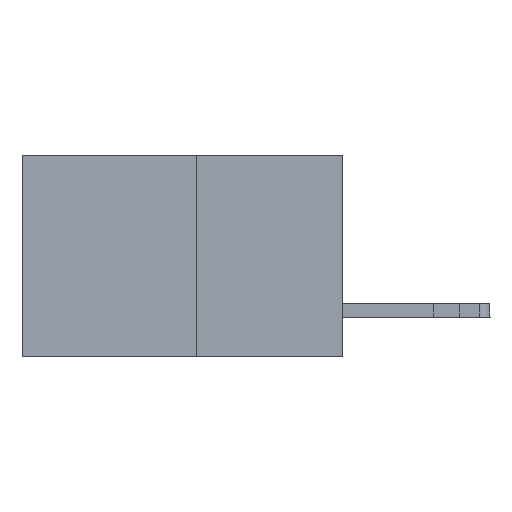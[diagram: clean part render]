
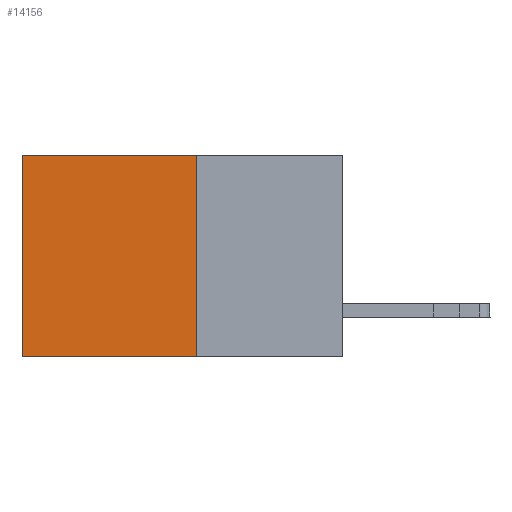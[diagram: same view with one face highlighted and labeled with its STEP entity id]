
A CAD part, left-side view. The second image highlights one B-rep face of the part: STEP entity #14156.
In plain terms, the highlighted planar face has unit normal (-1, 0, 0).
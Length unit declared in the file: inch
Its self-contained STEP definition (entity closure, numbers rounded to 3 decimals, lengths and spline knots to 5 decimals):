
#507 = EDGE_CURVE ( 'NONE', #17076, #12770, #3281, .T. ) ;
#605 = LINE ( 'NONE', #19990, #3611 ) ;
#667 = LINE ( 'NONE', #2614, #4362 ) ;
#947 = CARTESIAN_POINT ( 'NONE',  ( 0.277, 0.59, -0.37 ) ) ;
#2614 = CARTESIAN_POINT ( 'NONE',  ( 0.277, 0.27, -0.37 ) ) ;
#2649 = VECTOR ( 'NONE', #5100, 39.37008 ) ;
#3281 = LINE ( 'NONE', #947, #2649 ) ;
#3611 = VECTOR ( 'NONE', #22073, 39.37008 ) ;
#3743 = CARTESIAN_POINT ( 'NONE',  ( 0.277, 0.27, -0.37 ) ) ;
#3872 = LINE ( 'NONE', #3743, #14092 ) ;
#4266 = DIRECTION ( 'NONE',  ( 1., 0., 0. ) ) ;
#4362 = VECTOR ( 'NONE', #6640, 39.37008 ) ;
#4405 = FACE_OUTER_BOUND ( 'NONE', #11051, .T. ) ;
#4521 = PLANE ( 'NONE',  #18485 ) ;
#4999 = EDGE_CURVE ( 'NONE', #6772, #12144, #667, .T. ) ;
#5100 = DIRECTION ( 'NONE',  ( 0., 0., -1. ) ) ;
#5661 = EDGE_CURVE ( 'NONE', #6772, #17076, #605, .T. ) ;
#6640 = DIRECTION ( 'NONE',  ( 0., 0., -1. ) ) ;
#6772 = VERTEX_POINT ( 'NONE', #11690 ) ;
#7506 = ORIENTED_EDGE ( 'NONE', *, *, #15985, .F. ) ;
#10077 = CARTESIAN_POINT ( 'NONE',  ( 0.277, 0.27, -0.37 ) ) ;
#11051 = EDGE_LOOP ( 'NONE', ( #24527, #7506, #16038, #25470 ) ) ;
#11690 = CARTESIAN_POINT ( 'NONE',  ( 0.277, 0.27, 0. ) ) ;
#12144 = VERTEX_POINT ( 'NONE', #10077 ) ;
#12453 = CARTESIAN_POINT ( 'NONE',  ( 0.277, 0.27, -0.37 ) ) ;
#12770 = VERTEX_POINT ( 'NONE', #20000 ) ;
#13231 = CARTESIAN_POINT ( 'NONE',  ( 0.277, 0.59, 0. ) ) ;
#14092 = VECTOR ( 'NONE', #25462, 39.37008 ) ;
#14156 = ADVANCED_FACE ( 'NONE', ( #4405 ), #4521, .F. ) ;
#15985 = EDGE_CURVE ( 'NONE', #12144, #12770, #3872, .T. ) ;
#16038 = ORIENTED_EDGE ( 'NONE', *, *, #4999, .F. ) ;
#17076 = VERTEX_POINT ( 'NONE', #13231 ) ;
#18485 = AXIS2_PLACEMENT_3D ( 'NONE', #12453, #4266, #20140 ) ;
#19990 = CARTESIAN_POINT ( 'NONE',  ( 0.277, 0.27, 0. ) ) ;
#20000 = CARTESIAN_POINT ( 'NONE',  ( 0.277, 0.59, -0.37 ) ) ;
#20140 = DIRECTION ( 'NONE',  ( 0., 0., -1. ) ) ;
#22073 = DIRECTION ( 'NONE',  ( 0., 1., 0. ) ) ;
#24527 = ORIENTED_EDGE ( 'NONE', *, *, #507, .T. ) ;
#25462 = DIRECTION ( 'NONE',  ( 0., 1., 0. ) ) ;
#25470 = ORIENTED_EDGE ( 'NONE', *, *, #5661, .T. ) ;
